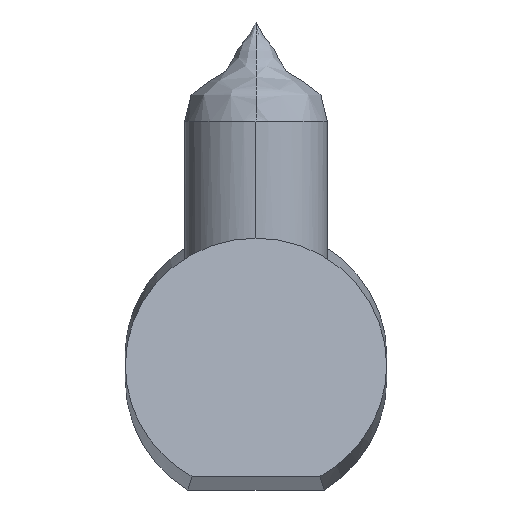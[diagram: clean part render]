
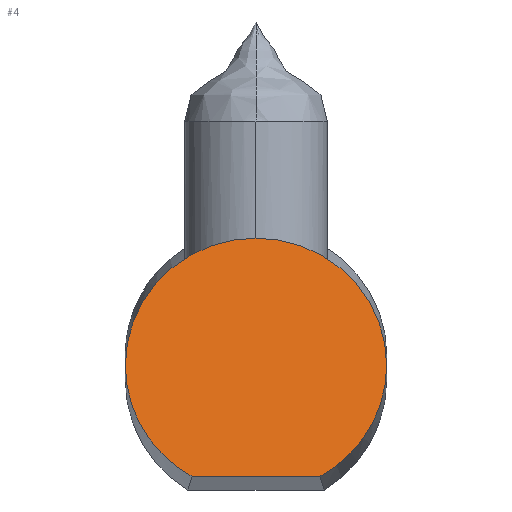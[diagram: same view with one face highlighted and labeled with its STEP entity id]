
A CAD part, top view. The second image highlights one B-rep face of the part: STEP entity #4.
In plain terms, the highlighted planar face has unit normal (0, 0.225, 0.974).
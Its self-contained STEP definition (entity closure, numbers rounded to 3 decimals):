
#1 = ORIENTED_EDGE ( 'NONE', *, *, #146, .T. ) ;
#2 = ORIENTED_EDGE ( 'NONE', *, *, #3, .F. ) ;
#3 = EDGE_CURVE ( 'NONE', #302, #233, #203, .T. ) ;
#4 = ADVANCED_FACE ( 'NONE', ( #204 ), #403, .F. ) ;
#5 = EDGE_LOOP ( 'NONE', ( #2, #1, #147, #148 ) ) ;
#146 = EDGE_CURVE ( 'NONE', #302, #247, #1002, .T. ) ;
#147 = ORIENTED_EDGE ( 'NONE', *, *, #246, .F. ) ;
#148 = ORIENTED_EDGE ( 'NONE', *, *, #235, .F. ) ;
#199 = DIRECTION ( 'NONE',  ( -1., 0., 0. ) ) ;
#200 = DIRECTION ( 'NONE',  ( 0., -0.225, -0.974 ) ) ;
#201 = CARTESIAN_POINT ( 'NONE',  ( 0., 0., 26.96 ) ) ;
#202 = AXIS2_PLACEMENT_3D ( 'NONE', #201, #200, #199 ) ;
#203 = CIRCLE ( 'NONE', #202, 5.5 ) ;
#204 = FACE_OUTER_BOUND ( 'NONE', #5, .T. ) ;
#233 = VERTEX_POINT ( 'NONE', #1690 ) ;
#235 = EDGE_CURVE ( 'NONE', #233, #236, #1689, .T. ) ;
#236 = VERTEX_POINT ( 'NONE', #1768 ) ;
#246 = EDGE_CURVE ( 'NONE', #236, #247, #1787, .T. ) ;
#247 = VERTEX_POINT ( 'NONE', #1783 ) ;
#302 = VERTEX_POINT ( 'NONE', #2337 ) ;
#379 = DIRECTION ( 'NONE',  ( -1., 0., 0. ) ) ;
#380 = DIRECTION ( 'NONE',  ( 0., -0.225, -0.974 ) ) ;
#381 = CARTESIAN_POINT ( 'NONE',  ( 0., 0., 26.96 ) ) ;
#382 = AXIS2_PLACEMENT_3D ( 'NONE', #381, #380, #379 ) ;
#403 = PLANE ( 'NONE',  #382 ) ;
#999 = DIRECTION ( 'NONE',  ( 1., 0., 0. ) ) ;
#1000 = VECTOR ( 'NONE', #999, 1000. ) ;
#1001 = CARTESIAN_POINT ( 'NONE',  ( 0., -4.673, 28.039 ) ) ;
#1002 = LINE ( 'NONE', #1001, #1000 ) ;
#1688 = AXIS2_PLACEMENT_3D ( 'NONE', #1771, #1770, #1769 ) ;
#1689 = CIRCLE ( 'NONE', #1688, 5.5 ) ;
#1690 = CARTESIAN_POINT ( 'NONE',  ( -5.5, 0., 26.96 ) ) ;
#1768 = CARTESIAN_POINT ( 'NONE',  ( 5.5, 0., 26.96 ) ) ;
#1769 = DIRECTION ( 'NONE',  ( -1., 0., 0. ) ) ;
#1770 = DIRECTION ( 'NONE',  ( 0., -0.225, -0.974 ) ) ;
#1771 = CARTESIAN_POINT ( 'NONE',  ( 0., 0., 26.96 ) ) ;
#1783 = CARTESIAN_POINT ( 'NONE',  ( 2.692, -4.673, 28.039 ) ) ;
#1784 = DIRECTION ( 'NONE',  ( -1., 0., 0. ) ) ;
#1785 = DIRECTION ( 'NONE',  ( 0., -0.225, -0.974 ) ) ;
#1786 = AXIS2_PLACEMENT_3D ( 'NONE', #1793, #1785, #1784 ) ;
#1787 = CIRCLE ( 'NONE', #1786, 5.5 ) ;
#1793 = CARTESIAN_POINT ( 'NONE',  ( 0., 0., 26.96 ) ) ;
#2337 = CARTESIAN_POINT ( 'NONE',  ( -2.692, -4.673, 28.039 ) ) ;
